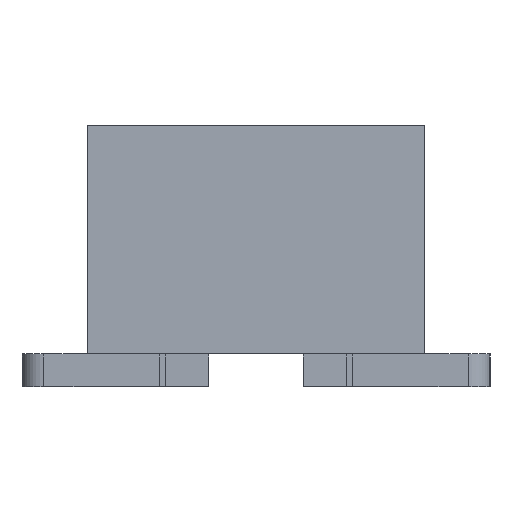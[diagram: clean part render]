
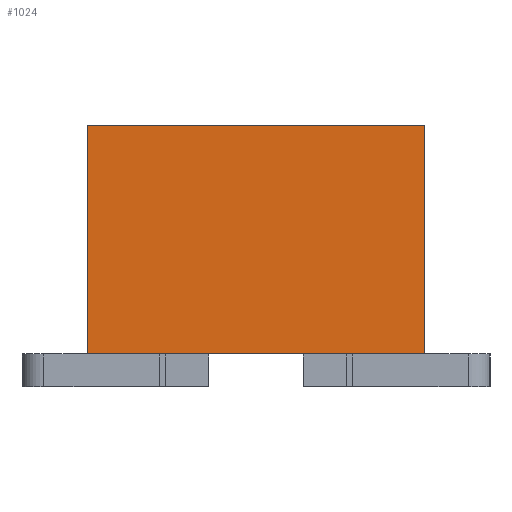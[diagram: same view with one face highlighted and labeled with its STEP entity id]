
A CAD part, left-side view. The second image highlights one B-rep face of the part: STEP entity #1024.
In plain terms, the highlighted planar face has unit normal (-1, 0, 0).
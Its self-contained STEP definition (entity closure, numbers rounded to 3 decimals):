
#56 = VERTEX_POINT('',#57);
#57 = CARTESIAN_POINT('',(-6.55,1.55,2.1));
#65 = EDGE_CURVE('',#66,#56,#68,.T.);
#66 = VERTEX_POINT('',#67);
#67 = CARTESIAN_POINT('',(-6.55,-1.55,2.1));
#68 = LINE('',#69,#70);
#69 = CARTESIAN_POINT('',(-6.55,-1.55,2.1));
#70 = VECTOR('',#71,1.);
#71 = DIRECTION('',(0.,1.,0.));
#837 = EDGE_CURVE('',#838,#56,#840,.T.);
#838 = VERTEX_POINT('',#839);
#839 = CARTESIAN_POINT('',(-6.55,1.55,0.));
#840 = LINE('',#841,#842);
#841 = CARTESIAN_POINT('',(-6.55,1.55,0.));
#842 = VECTOR('',#843,1.);
#843 = DIRECTION('',(0.,0.,1.));
#1024 = ADVANCED_FACE('',(#1025),#1043,.T.);
#1025 = FACE_BOUND('',#1026,.T.);
#1026 = EDGE_LOOP('',(#1027,#1035,#1036,#1037));
#1027 = ORIENTED_EDGE('',*,*,#1028,.T.);
#1028 = EDGE_CURVE('',#1029,#66,#1031,.T.);
#1029 = VERTEX_POINT('',#1030);
#1030 = CARTESIAN_POINT('',(-6.55,-1.55,0.));
#1031 = LINE('',#1032,#1033);
#1032 = CARTESIAN_POINT('',(-6.55,-1.55,0.));
#1033 = VECTOR('',#1034,1.);
#1034 = DIRECTION('',(0.,0.,1.));
#1035 = ORIENTED_EDGE('',*,*,#65,.T.);
#1036 = ORIENTED_EDGE('',*,*,#837,.F.);
#1037 = ORIENTED_EDGE('',*,*,#1038,.F.);
#1038 = EDGE_CURVE('',#1029,#838,#1039,.T.);
#1039 = LINE('',#1040,#1041);
#1040 = CARTESIAN_POINT('',(-6.55,-1.55,0.));
#1041 = VECTOR('',#1042,1.);
#1042 = DIRECTION('',(0.,1.,0.));
#1043 = PLANE('',#1044);
#1044 = AXIS2_PLACEMENT_3D('',#1045,#1046,#1047);
#1045 = CARTESIAN_POINT('',(-6.55,-1.55,0.));
#1046 = DIRECTION('',(-1.,0.,0.));
#1047 = DIRECTION('',(0.,1.,0.));
